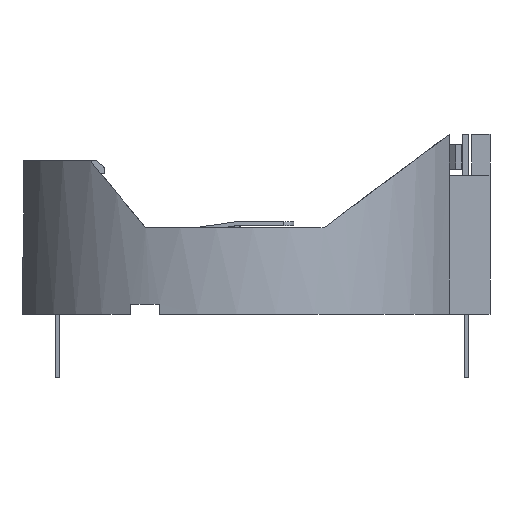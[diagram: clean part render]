
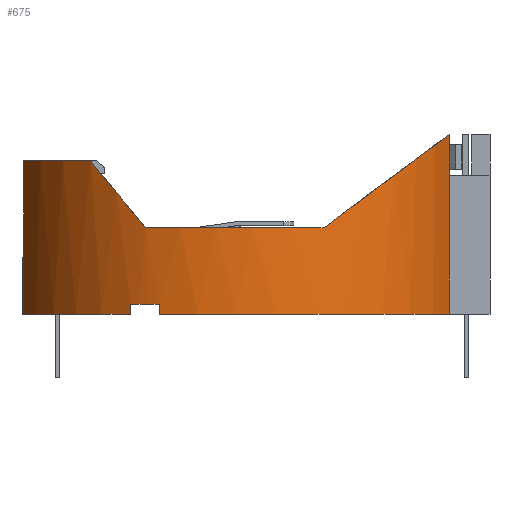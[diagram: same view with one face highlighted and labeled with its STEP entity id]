
A CAD part, front view. The second image highlights one B-rep face of the part: STEP entity #675.
In plain terms, the highlighted cylindrical face has radius 11.1 mm (diameter 22.2 mm), a partial arc.
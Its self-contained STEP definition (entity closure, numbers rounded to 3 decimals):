
#286 = CARTESIAN_POINT ( 'NONE',  ( 7.827, -6.781, 7.993 ) ) ;
#589 = LINE ( 'NONE', #3341, #8554 ) ;
#602 = ORIENTED_EDGE ( 'NONE', *, *, #14303, .T. ) ;
#675 = ADVANCED_FACE ( 'NONE', ( #4677 ), #16768, .T. ) ;
#834 = CIRCLE ( 'NONE', #11884, 11.1 ) ;
#1106 = DIRECTION ( 'NONE',  ( 0., 0., -1. ) ) ;
#1217 = VERTEX_POINT ( 'NONE', #15906 ) ;
#1295 = LINE ( 'NONE', #4133, #16574 ) ;
#1479 = ORIENTED_EDGE ( 'NONE', *, *, #5618, .T. ) ;
#1498 = CARTESIAN_POINT ( 'NONE',  ( -1.5, 0., 2.8 ) ) ;
#1837 = CIRCLE ( 'NONE', #12863, 11.1 ) ;
#1871 = CARTESIAN_POINT ( 'NONE',  ( -6.686, -9.814, 0.5 ) ) ;
#1910 = CARTESIAN_POINT ( 'NONE',  ( -5.959, -10.165, 4.238 ) ) ;
#1984 = CARTESIAN_POINT ( 'NONE',  ( 2.78, -10.242, 4.238 ) ) ;
#2127 = VECTOR ( 'NONE', #8517, 1000. ) ;
#2174 = CARTESIAN_POINT ( 'NONE',  ( -6.932, -9.738, 5.419 ) ) ;
#2431 = ORIENTED_EDGE ( 'NONE', *, *, #5152, .T. ) ;
#2445 = CARTESIAN_POINT ( 'NONE',  ( -11.911, -3.85, 8.8 ) ) ;
#2455 = AXIS2_PLACEMENT_3D ( 'NONE', #1498, #12056, #11480 ) ;
#2675 = LINE ( 'NONE', #14721, #2127 ) ;
#2832 = CARTESIAN_POINT ( 'NONE',  ( -5.959, -10.165, 4.238 ) ) ;
#2942 = AXIS2_PLACEMENT_3D ( 'NONE', #10006, #1106, #3751 ) ;
#3078 = ORIENTED_EDGE ( 'NONE', *, *, #10591, .F. ) ;
#3204 = CARTESIAN_POINT ( 'NONE',  ( 8.911, -3.85, 8.8 ) ) ;
#3341 = CARTESIAN_POINT ( 'NONE',  ( -12., -3.6, 8.8 ) ) ;
#3388 =( BOUNDED_CURVE ( )  B_SPLINE_CURVE ( 3, ( #14214, #286, #15626, #1984 ),
 .UNSPECIFIED., .F., .F. ) 
 B_SPLINE_CURVE_WITH_KNOTS ( ( 4, 4 ),
 ( 3.496, 4.317 ),
 .UNSPECIFIED. ) 
 CURVE ( )  GEOMETRIC_REPRESENTATION_ITEM ( )  RATIONAL_B_SPLINE_CURVE ( ( 1., 0.945, 0.945, 1. ) ) 
 REPRESENTATION_ITEM ( '' )  );
#3484 = CARTESIAN_POINT ( 'NONE',  ( -1.5, 0., 0. ) ) ;
#3680 = CARTESIAN_POINT ( 'NONE',  ( -1.5, 0., 8.8 ) ) ;
#3751 = DIRECTION ( 'NONE',  ( -1., 0., 0. ) ) ;
#4133 = CARTESIAN_POINT ( 'NONE',  ( 8.911, -3.85, 8.8 ) ) ;
#4482 = EDGE_CURVE ( 'NONE', #7578, #4749, #8312, .T. ) ;
#4518 = VECTOR ( 'NONE', #9444, 1000. ) ;
#4677 = FACE_OUTER_BOUND ( 'NONE', #5366, .T. ) ;
#4749 = VERTEX_POINT ( 'NONE', #2832 ) ;
#4981 = VERTEX_POINT ( 'NONE', #14555 ) ;
#5002 = DIRECTION ( 'NONE',  ( 1., 0., 0. ) ) ;
#5152 = EDGE_CURVE ( 'NONE', #7523, #4981, #10987, .T. ) ;
#5229 = ORIENTED_EDGE ( 'NONE', *, *, #8185, .T. ) ;
#5259 = EDGE_CURVE ( 'NONE', #1217, #11270, #16680, .T. ) ;
#5366 = EDGE_LOOP ( 'NONE', ( #7686, #11941, #3078, #2431, #1479, #9608, #16508, #19149, #12203, #5229, #602, #6765, #9745, #13085 ) ) ;
#5556 = CIRCLE ( 'NONE', #7454, 11.1 ) ;
#5618 = EDGE_CURVE ( 'NONE', #4981, #19451, #834, .T. ) ;
#5632 = CARTESIAN_POINT ( 'NONE',  ( -12., -3.6, 0. ) ) ;
#5694 = DIRECTION ( 'NONE',  ( 0., 0., -1. ) ) ;
#5933 = CARTESIAN_POINT ( 'NONE',  ( 2.78, -10.242, 4.238 ) ) ;
#6007 = EDGE_CURVE ( 'NONE', #13035, #10710, #5556, .T. ) ;
#6324 = VERTEX_POINT ( 'NONE', #11862 ) ;
#6601 = EDGE_CURVE ( 'NONE', #18273, #12878, #10807, .T. ) ;
#6617 = DIRECTION ( 'NONE',  ( 0., 0., -1. ) ) ;
#6765 = ORIENTED_EDGE ( 'NONE', *, *, #9832, .F. ) ;
#6841 = CARTESIAN_POINT ( 'NONE',  ( -5.277, -10.438, 0.5 ) ) ;
#6863 = CARTESIAN_POINT ( 'NONE',  ( -5.277, -10.438, 8.8 ) ) ;
#7150 = DIRECTION ( 'NONE',  ( 0., 0., 1. ) ) ;
#7177 = CARTESIAN_POINT ( 'NONE',  ( -1.5, 0., 0.5 ) ) ;
#7454 = AXIS2_PLACEMENT_3D ( 'NONE', #19274, #7150, #14746 ) ;
#7523 = VERTEX_POINT ( 'NONE', #6841 ) ;
#7578 = VERTEX_POINT ( 'NONE', #5933 ) ;
#7612 = EDGE_CURVE ( 'NONE', #12878, #19451, #1295, .T. ) ;
#7630 = CIRCLE ( 'NONE', #16784, 11.1 ) ;
#7686 = ORIENTED_EDGE ( 'NONE', *, *, #6007, .T. ) ;
#8185 = EDGE_CURVE ( 'NONE', #4749, #17184, #16922, .T. ) ;
#8248 = DIRECTION ( 'NONE',  ( -1., 0., 0. ) ) ;
#8312 = CIRCLE ( 'NONE', #2942, 11.1 ) ;
#8517 = DIRECTION ( 'NONE',  ( 0., 0., 1. ) ) ;
#8554 = VECTOR ( 'NONE', #6617, 1000. ) ;
#8754 = CARTESIAN_POINT ( 'NONE',  ( 8.911, -3.85, 8.8 ) ) ;
#8771 = DIRECTION ( 'NONE',  ( -1., 0., 0. ) ) ;
#9444 = DIRECTION ( 'NONE',  ( 0., 0., -1. ) ) ;
#9608 = ORIENTED_EDGE ( 'NONE', *, *, #7612, .F. ) ;
#9745 = ORIENTED_EDGE ( 'NONE', *, *, #5259, .T. ) ;
#9747 = EDGE_CURVE ( 'NONE', #18273, #7578, #3388, .T. ) ;
#9774 = EDGE_CURVE ( 'NONE', #11270, #13035, #589, .T. ) ;
#9832 = EDGE_CURVE ( 'NONE', #1217, #6324, #16013, .T. ) ;
#10006 = CARTESIAN_POINT ( 'NONE',  ( -1.5, 0., 4.238 ) ) ;
#10097 = CARTESIAN_POINT ( 'NONE',  ( -6.686, -9.814, 0. ) ) ;
#10591 = EDGE_CURVE ( 'NONE', #7523, #16799, #7630, .T. ) ;
#10710 = VERTEX_POINT ( 'NONE', #10097 ) ;
#10760 = EDGE_CURVE ( 'NONE', #10710, #16799, #2675, .T. ) ;
#10807 = LINE ( 'NONE', #3204, #4518 ) ;
#10918 = DIRECTION ( 'NONE',  ( 0., 0., -1. ) ) ;
#10987 = LINE ( 'NONE', #6863, #11326 ) ;
#11215 = DIRECTION ( 'NONE',  ( -1., 0., 0. ) ) ;
#11270 = VERTEX_POINT ( 'NONE', #15895 ) ;
#11326 = VECTOR ( 'NONE', #17040, 1000. ) ;
#11480 = DIRECTION ( 'NONE',  ( -1., 0., 0. ) ) ;
#11540 = DIRECTION ( 'NONE',  ( 0., 0., 1. ) ) ;
#11862 = CARTESIAN_POINT ( 'NONE',  ( -11.911, -3.85, 7.5 ) ) ;
#11884 = AXIS2_PLACEMENT_3D ( 'NONE', #3484, #12322, #5002 ) ;
#11941 = ORIENTED_EDGE ( 'NONE', *, *, #10760, .T. ) ;
#12056 = DIRECTION ( 'NONE',  ( 0., 0., -1. ) ) ;
#12203 = ORIENTED_EDGE ( 'NONE', *, *, #4482, .T. ) ;
#12322 = DIRECTION ( 'NONE',  ( 0., 0., 1. ) ) ;
#12863 = AXIS2_PLACEMENT_3D ( 'NONE', #15888, #10918, #11215 ) ;
#12878 = VERTEX_POINT ( 'NONE', #19617 ) ;
#13035 = VERTEX_POINT ( 'NONE', #5632 ) ;
#13085 = ORIENTED_EDGE ( 'NONE', *, *, #9774, .T. ) ;
#14173 = DIRECTION ( 'NONE',  ( 0., 0., -1. ) ) ;
#14214 = CARTESIAN_POINT ( 'NONE',  ( 8.911, -3.85, 8.8 ) ) ;
#14303 = EDGE_CURVE ( 'NONE', #17184, #6324, #1837, .T. ) ;
#14555 = CARTESIAN_POINT ( 'NONE',  ( -5.277, -10.438, 0. ) ) ;
#14721 = CARTESIAN_POINT ( 'NONE',  ( -6.686, -9.814, 8.8 ) ) ;
#14746 = DIRECTION ( 'NONE',  ( 1., 0., 0. ) ) ;
#15440 = CARTESIAN_POINT ( 'NONE',  ( 8.911, -3.85, 0. ) ) ;
#15452 = CARTESIAN_POINT ( 'NONE',  ( -7.835, -9.177, 6.514 ) ) ;
#15626 = CARTESIAN_POINT ( 'NONE',  ( 5.663, -9.037, 6.384 ) ) ;
#15888 = CARTESIAN_POINT ( 'NONE',  ( -1.5, 0., 7.5 ) ) ;
#15895 = CARTESIAN_POINT ( 'NONE',  ( -12., -3.6, 2.8 ) ) ;
#15906 = CARTESIAN_POINT ( 'NONE',  ( -11.911, -3.85, 2.8 ) ) ;
#16013 = LINE ( 'NONE', #2445, #16454 ) ;
#16454 = VECTOR ( 'NONE', #11540, 1000. ) ;
#16508 = ORIENTED_EDGE ( 'NONE', *, *, #6601, .F. ) ;
#16574 = VECTOR ( 'NONE', #17932, 1000. ) ;
#16680 = CIRCLE ( 'NONE', #2455, 11.1 ) ;
#16768 = CYLINDRICAL_SURFACE ( 'NONE', #16831, 11.1 ) ;
#16784 = AXIS2_PLACEMENT_3D ( 'NONE', #7177, #5694, #8771 ) ;
#16799 = VERTEX_POINT ( 'NONE', #1871 ) ;
#16831 = AXIS2_PLACEMENT_3D ( 'NONE', #3680, #14173, #8248 ) ;
#16922 =( BOUNDED_CURVE ( )  B_SPLINE_CURVE ( 3, ( #1910, #2174, #15452, #18538 ),
 .UNSPECIFIED., .F., .F. ) 
 B_SPLINE_CURVE_WITH_KNOTS ( ( 4, 4 ),
 ( 1.984, 2.27 ),
 .UNSPECIFIED. ) 
 CURVE ( )  GEOMETRIC_REPRESENTATION_ITEM ( )  RATIONAL_B_SPLINE_CURVE ( ( 1., 0.993, 0.993, 1. ) ) 
 REPRESENTATION_ITEM ( '' )  );
#17040 = DIRECTION ( 'NONE',  ( 0., 0., -1. ) ) ;
#17184 = VERTEX_POINT ( 'NONE', #18750 ) ;
#17932 = DIRECTION ( 'NONE',  ( 0., 0., -1. ) ) ;
#18273 = VERTEX_POINT ( 'NONE', #8754 ) ;
#18538 = CARTESIAN_POINT ( 'NONE',  ( -8.648, -8.492, 7.5 ) ) ;
#18750 = CARTESIAN_POINT ( 'NONE',  ( -8.648, -8.492, 7.5 ) ) ;
#19149 = ORIENTED_EDGE ( 'NONE', *, *, #9747, .T. ) ;
#19274 = CARTESIAN_POINT ( 'NONE',  ( -1.5, 0., 0. ) ) ;
#19451 = VERTEX_POINT ( 'NONE', #15440 ) ;
#19617 = CARTESIAN_POINT ( 'NONE',  ( 8.911, -3.85, 6.8 ) ) ;
